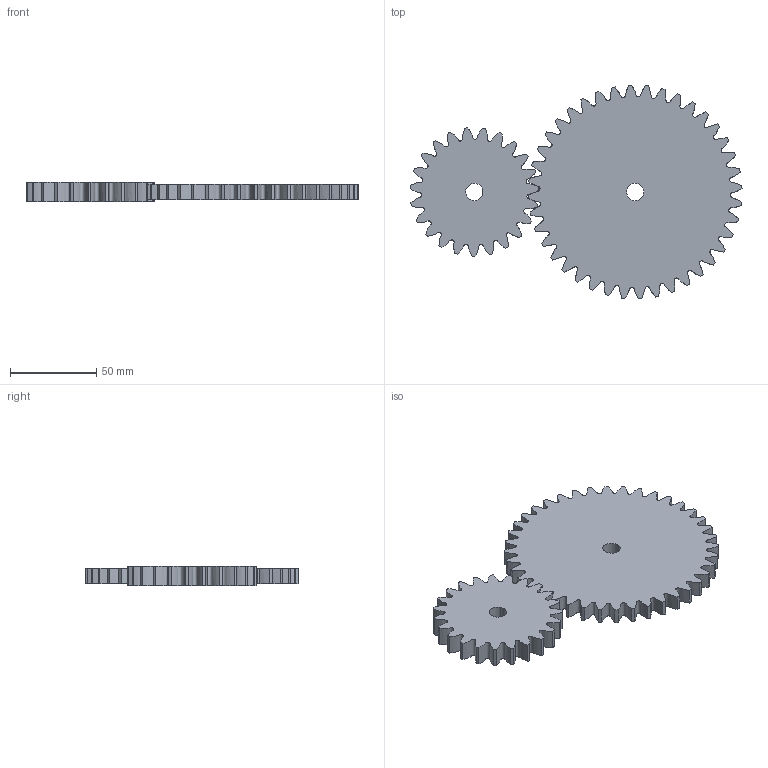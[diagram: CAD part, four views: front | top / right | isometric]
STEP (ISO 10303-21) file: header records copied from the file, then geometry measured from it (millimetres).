
FILE_DESCRIPTION (( 'STEP AP214' ), '1' );
FILE_NAME ('10.STEP', '2025-07-07T07:35:28', ( '' ), ( '' ), 'SwSTEP 2.0', 'SolidWorks 2022', '' );
FILE_SCHEMA (( 'AUTOMOTIVE_DESIGN' ));
Length unit declared in the file: millimetre
Products named in the file (3): SpurGear2_GearTrax; SpurGear1_GearTrax; 10
Assembly tree (2 placements, depth 2):
  10
    SpurGear1_GearTrax
    SpurGear2_GearTrax
Bounding box: 191.96 x 123.53 x 11.5 mm (x, y, z)
Volume: 133459.4 mm3; surface area: 40307.3 mm2
Topology: 2 solids, 2 shells, 134 faces, 390 edges, 260 vertices
Faces by surface type: cylinder 67, bspline 63, plane 4
Entity records: 16944 total; most frequent: CARTESIAN_POINT 13588, ORIENTED_EDGE 780, DIRECTION 550, EDGE_CURVE 390, VERTEX_POINT 260, AXIS2_PLACEMENT_3D 210, EDGE_LOOP 138, ADVANCED_FACE 134
